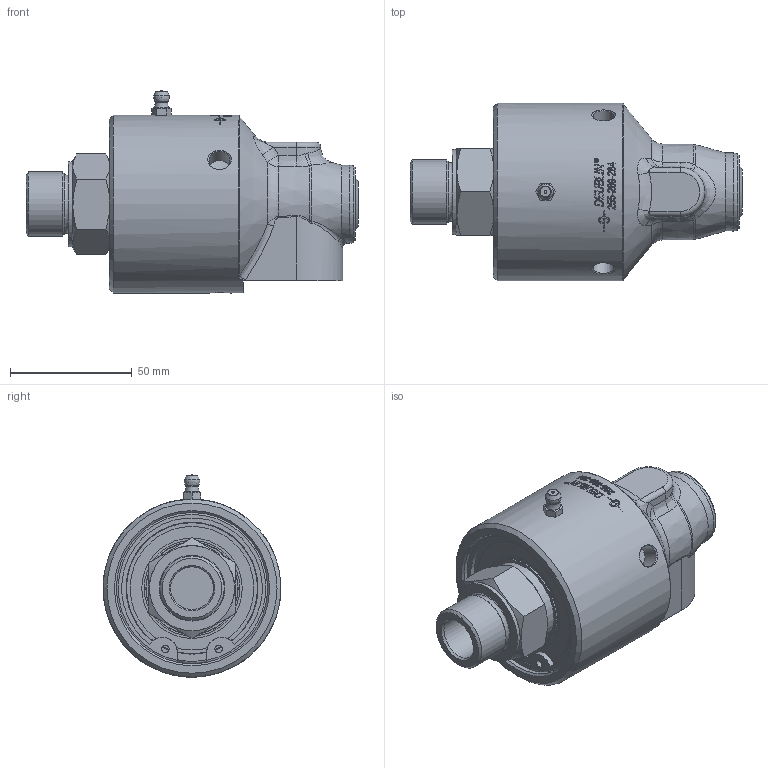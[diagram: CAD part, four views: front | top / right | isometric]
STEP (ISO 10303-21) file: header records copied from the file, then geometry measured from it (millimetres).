
FILE_DESCRIPTION(/* description */ (''),/* implementation_level */ '2;1');
FILE_NAME(/* name */ '255-269-284-IC.stp',/* time_stamp */ '2020-05-19T14:04:43-05:00',/* author */ ('GALINDOLM'),/* organization */ (''),/* preprocessor_version */ 'ST-DEVELOPER v18',/* originating_system */ 'Autodesk Inventor 2020',/* authorisation */ '');
FILE_SCHEMA (('AUTOMOTIVE_DESIGN { 1 0 10303 214 3 1 1 }'));
Length unit declared in the file: millimetre
Products named in the file (1): 255-269-284-IC
Bounding box: 136.19 x 73 x 82.99 mm (x, y, z)
Volume: 304968 mm3; surface area: 44594.9 mm2
Topology: 2 solids, 5 shells, 490 faces, 1268 edges, 840 vertices
Faces by surface type: plane 206, bspline 155, cylinder 80, cone 27, torus 18, sphere 4
Full cylindrical faces by diameter (mm): 3 x1, 3.12 x2, 5.359 x1, 8.6 x3, 17.5 x1, 24.117 x1, 26.441 x1, 27 x1, 29.3 x1, 30 x1, 32 x1, 34.9 x1, 35 x1, 39.055 x1, 41.2 x1, 50.7 x1, 53.7 x1, 54.1 x1, 62 x1, 62.05 x1, 66.9 x1, 73 x1
Entity records: 20967 total; most frequent: CARTESIAN_POINT 9394, ORIENTED_EDGE 2534, DIRECTION 2036, EDGE_CURVE 1267, VERTEX_POINT 840, AXIS2_PLACEMENT_3D 798, EDGE_LOOP 550, FACE_OUTER_BOUND 490
